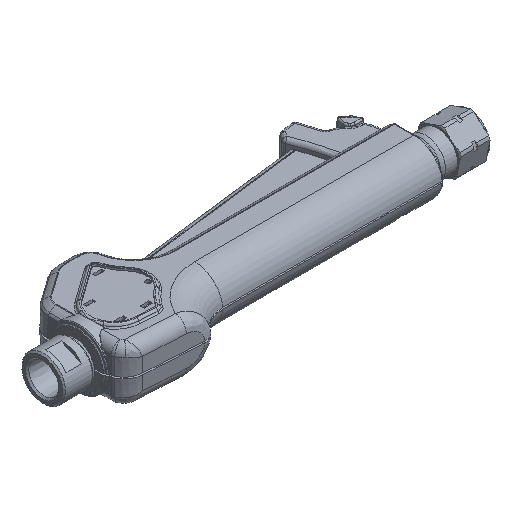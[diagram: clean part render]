
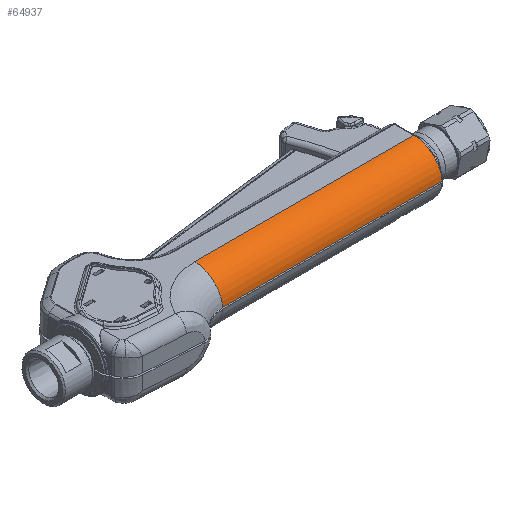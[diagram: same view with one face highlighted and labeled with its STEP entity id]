
A CAD part, isometric view. The second image highlights one B-rep face of the part: STEP entity #64937.
In plain terms, the highlighted cylindrical face has radius 18 mm (diameter 36 mm), a partial arc.
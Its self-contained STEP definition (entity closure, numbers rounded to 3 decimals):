
#2188=CYLINDRICAL_SURFACE('',#93545,18.);
#7107=ELLIPSE('',#93546,18.002,18.);
#9279=LINE('',#149169,#12084);
#9592=LINE('',#154692,#12397);
#12084=VECTOR('',#106324,1000.);
#12397=VECTOR('',#107957,1000.);
#29459=ORIENTED_EDGE('',*,*,#41293,.T.);
#29460=ORIENTED_EDGE('',*,*,#41294,.F.);
#29461=ORIENTED_EDGE('',*,*,#41295,.F.);
#29462=ORIENTED_EDGE('',*,*,#40269,.T.);
#40269=EDGE_CURVE('',#47458,#47457,#9279,.T.);
#41293=EDGE_CURVE('',#47457,#48068,#51033,.T.);
#41294=EDGE_CURVE('',#48069,#48068,#9592,.T.);
#41295=EDGE_CURVE('',#47458,#48069,#7107,.F.);
#47457=VERTEX_POINT('',#149168);
#47458=VERTEX_POINT('',#149170);
#48068=VERTEX_POINT('',#154689);
#48069=VERTEX_POINT('',#154693);
#51033=CIRCLE('',#93544,18.);
#55108=EDGE_LOOP('',(#29459,#29460,#29461,#29462));
#59463=FACE_BOUND('',#55108,.T.);
#64937=ADVANCED_FACE('',(#59463),#2188,.T.);
#93544=AXIS2_PLACEMENT_3D('',#154690,#107953,#107954);
#93545=AXIS2_PLACEMENT_3D('',#154691,#107955,#107956);
#93546=AXIS2_PLACEMENT_3D('',#154694,#107958,#107959);
#106324=DIRECTION('',(-1.,0.,0.));
#107953=DIRECTION('',(1.,0.,0.));
#107954=DIRECTION('',(0.,0.,-1.));
#107955=DIRECTION('',(-1.,0.,0.));
#107956=DIRECTION('',(0.,0.,-1.));
#107957=DIRECTION('',(-1.,0.,0.));
#107958=DIRECTION('',(-1.,0.,-0.016));
#107959=DIRECTION('',(-0.016,0.,1.));
#149168=CARTESIAN_POINT('',(57.109,-0.528,17.));
#149169=CARTESIAN_POINT('',(57.109,-0.528,17.));
#149170=CARTESIAN_POINT('',(197.773,-0.528,17.));
#154689=CARTESIAN_POINT('',(57.109,-18.465,0.5));
#154690=CARTESIAN_POINT('',(57.109,-0.528,-1.));
#154691=CARTESIAN_POINT('',(-107.182,-0.528,-1.));
#154692=CARTESIAN_POINT('',(-107.182,-18.465,0.5));
#154693=CARTESIAN_POINT('',(198.045,-18.465,0.5));
#154694=CARTESIAN_POINT('',(198.069,-0.528,-1.));
